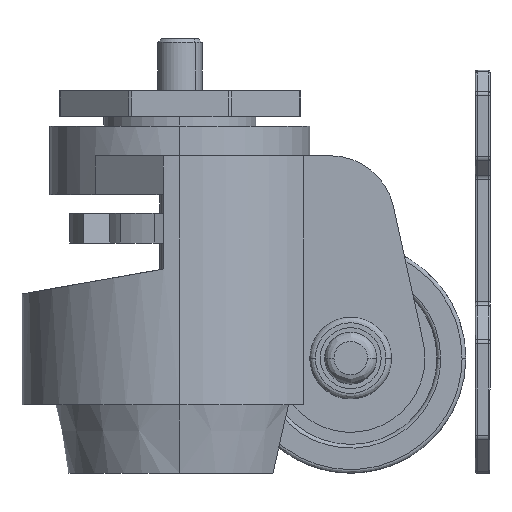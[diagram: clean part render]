
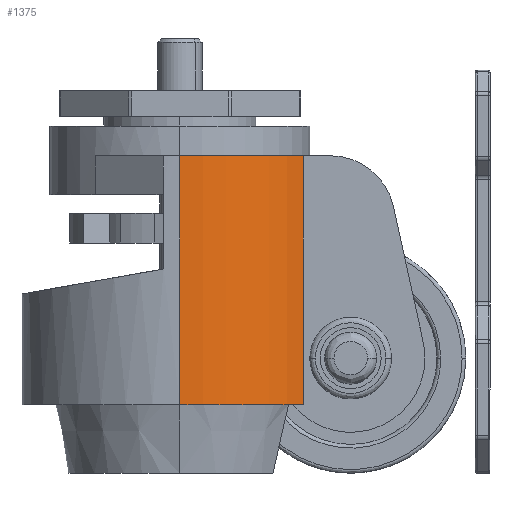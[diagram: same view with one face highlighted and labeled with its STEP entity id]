
A CAD part, left-side view. The second image highlights one B-rep face of the part: STEP entity #1375.
In plain terms, the highlighted cylindrical face has radius 42.5 mm (diameter 85 mm), a partial arc.
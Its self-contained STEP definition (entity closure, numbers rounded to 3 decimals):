
#16 = VERTEX_POINT ( 'NONE', #12664 ) ;
#33 = DIRECTION ( 'NONE',  ( 0., 0., 1. ) ) ;
#382 = EDGE_LOOP ( 'NONE', ( #7641, #8205, #645, #12753 ) ) ;
#439 = VERTEX_POINT ( 'NONE', #8253 ) ;
#645 = ORIENTED_EDGE ( 'NONE', *, *, #11310, .T. ) ;
#1179 = DIRECTION ( 'NONE',  ( 0., 0., 1. ) ) ;
#1375 = ADVANCED_FACE ( 'NONE', ( #5167 ), #13483, .T. ) ;
#1904 = AXIS2_PLACEMENT_3D ( 'NONE', #4572, #8532, #11725 ) ;
#2298 = VERTEX_POINT ( 'NONE', #13489 ) ;
#2774 = AXIS2_PLACEMENT_3D ( 'NONE', #6131, #1179, #8523 ) ;
#3409 = VERTEX_POINT ( 'NONE', #11365 ) ;
#4092 = CIRCLE ( 'NONE', #2774, 42.5 ) ;
#4572 = CARTESIAN_POINT ( 'NONE',  ( 0., 0., -17.5 ) ) ;
#5167 = FACE_OUTER_BOUND ( 'NONE', #382, .T. ) ;
#5241 = CARTESIAN_POINT ( 'NONE',  ( 0., 0., -51. ) ) ;
#6131 = CARTESIAN_POINT ( 'NONE',  ( 0., 0., -84.5 ) ) ;
#6777 = LINE ( 'NONE', #10918, #9241 ) ;
#7303 = EDGE_CURVE ( 'NONE', #2298, #3409, #6777, .T. ) ;
#7641 = ORIENTED_EDGE ( 'NONE', *, *, #7303, .F. ) ;
#8205 = ORIENTED_EDGE ( 'NONE', *, *, #11439, .T. ) ;
#8253 = CARTESIAN_POINT ( 'NONE',  ( -26.533, -33.2, -17.5 ) ) ;
#8479 = AXIS2_PLACEMENT_3D ( 'NONE', #5241, #33, #10155 ) ;
#8523 = DIRECTION ( 'NONE',  ( 1., 0., 0. ) ) ;
#8532 = DIRECTION ( 'NONE',  ( 0., 0., -1. ) ) ;
#8714 = CIRCLE ( 'NONE', #1904, 42.5 ) ;
#9241 = VECTOR ( 'NONE', #13017, 1000. ) ;
#10029 = DIRECTION ( 'NONE',  ( 0., 0., 1. ) ) ;
#10155 = DIRECTION ( 'NONE',  ( 1., 0., 0. ) ) ;
#10918 = CARTESIAN_POINT ( 'NONE',  ( -42.5, 0., -51. ) ) ;
#11310 = EDGE_CURVE ( 'NONE', #16, #439, #13284, .T. ) ;
#11365 = CARTESIAN_POINT ( 'NONE',  ( -42.5, 0., -17.5 ) ) ;
#11439 = EDGE_CURVE ( 'NONE', #2298, #16, #4092, .T. ) ;
#11489 = VECTOR ( 'NONE', #10029, 1000. ) ;
#11725 = DIRECTION ( 'NONE',  ( 1., 0., 0. ) ) ;
#12078 = CARTESIAN_POINT ( 'NONE',  ( -26.533, -33.2, -51. ) ) ;
#12117 = EDGE_CURVE ( 'NONE', #439, #3409, #8714, .T. ) ;
#12664 = CARTESIAN_POINT ( 'NONE',  ( -26.533, -33.2, -84.5 ) ) ;
#12753 = ORIENTED_EDGE ( 'NONE', *, *, #12117, .T. ) ;
#13017 = DIRECTION ( 'NONE',  ( 0., 0., 1. ) ) ;
#13284 = LINE ( 'NONE', #12078, #11489 ) ;
#13483 = CYLINDRICAL_SURFACE ( 'NONE', #8479, 42.5 ) ;
#13489 = CARTESIAN_POINT ( 'NONE',  ( -42.5, 0., -84.5 ) ) ;
